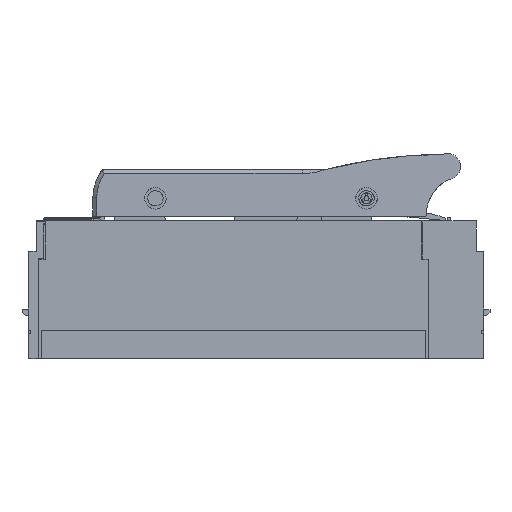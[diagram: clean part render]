
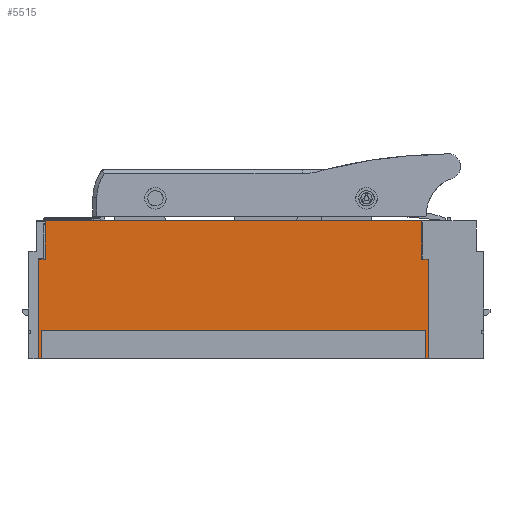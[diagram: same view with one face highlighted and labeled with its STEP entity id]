
A CAD part, front view. The second image highlights one B-rep face of the part: STEP entity #5515.
In plain terms, the highlighted planar face has unit normal (0, -1, 0).
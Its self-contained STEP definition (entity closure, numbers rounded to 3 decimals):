
#236=DIRECTION('',(0.,0.,-1.));
#237=VECTOR('',#236,25.);
#238=CARTESIAN_POINT('',(123.,-104.75,90.));
#239=LINE('',#238,#237);
#359=DIRECTION('',(1.,0.,0.));
#360=VECTOR('',#359,246.);
#361=CARTESIAN_POINT('',(-123.,-104.75,90.));
#362=LINE('',#361,#360);
#366=DIRECTION('',(-1.,0.,0.));
#367=VECTOR('',#366,4.5);
#368=CARTESIAN_POINT('',(127.5,-104.75,65.));
#369=LINE('',#368,#367);
#373=DIRECTION('',(0.,0.,1.));
#374=VECTOR('',#373,65.);
#375=CARTESIAN_POINT('',(127.5,-104.75,0.));
#376=LINE('',#375,#374);
#380=DIRECTION('',(1.,0.,0.));
#381=VECTOR('',#380,2.);
#382=CARTESIAN_POINT('',(125.5,-104.75,0.));
#383=LINE('',#382,#381);
#387=DIRECTION('',(0.,0.,-1.));
#388=VECTOR('',#387,18.5);
#389=CARTESIAN_POINT('',(125.5,-104.75,18.5));
#390=LINE('',#389,#388);
#394=DIRECTION('',(0.,0.,-1.));
#395=VECTOR('',#394,25.);
#396=CARTESIAN_POINT('',(-123.,-104.75,90.));
#397=LINE('',#396,#395);
#597=DIRECTION('',(-1.,0.,0.));
#598=VECTOR('',#597,2.);
#599=CARTESIAN_POINT('',(-125.5,-104.75,0.));
#600=LINE('',#599,#598);
#1171=DIRECTION('',(0.,0.,1.));
#1172=VECTOR('',#1171,65.);
#1173=CARTESIAN_POINT('',(-127.5,-104.75,0.));
#1174=LINE('',#1173,#1172);
#1353=DIRECTION('',(1.,0.,0.));
#1354=VECTOR('',#1353,4.5);
#1355=CARTESIAN_POINT('',(-127.5,-104.75,65.));
#1356=LINE('',#1355,#1354);
#2201=DIRECTION('',(-1.,0.,0.));
#2202=VECTOR('',#2201,251.);
#2203=CARTESIAN_POINT('',(125.5,-104.75,18.5));
#2204=LINE('',#2203,#2202);
#2285=DIRECTION('',(0.,0.,-1.));
#2286=VECTOR('',#2285,18.5);
#2287=CARTESIAN_POINT('',(-125.5,-104.75,18.5));
#2288=LINE('',#2287,#2286);
#4697=CARTESIAN_POINT('',(125.5,-104.75,18.5));
#4698=VERTEX_POINT('',#4697);
#4699=CARTESIAN_POINT('',(-125.5,-104.75,18.5));
#4700=VERTEX_POINT('',#4699);
#4741=CARTESIAN_POINT('',(125.5,-104.75,0.));
#4742=VERTEX_POINT('',#4741);
#4743=CARTESIAN_POINT('',(-125.5,-104.75,0.));
#4744=VERTEX_POINT('',#4743);
#5067=CARTESIAN_POINT('',(127.5,-104.75,0.));
#5068=VERTEX_POINT('',#5067);
#5069=CARTESIAN_POINT('',(-127.5,-104.75,0.));
#5070=VERTEX_POINT('',#5069);
#5159=CARTESIAN_POINT('',(-123.,-104.75,90.));
#5160=CARTESIAN_POINT('',(123.,-104.75,90.));
#5161=VERTEX_POINT('',#5159);
#5162=VERTEX_POINT('',#5160);
#5163=CARTESIAN_POINT('',(-123.,-104.75,65.));
#5164=VERTEX_POINT('',#5163);
#5165=CARTESIAN_POINT('',(-127.5,-104.75,65.));
#5166=VERTEX_POINT('',#5165);
#5167=CARTESIAN_POINT('',(127.5,-104.75,65.));
#5168=VERTEX_POINT('',#5167);
#5169=CARTESIAN_POINT('',(123.,-104.75,65.));
#5170=VERTEX_POINT('',#5169);
#5487=CARTESIAN_POINT('',(0.,-104.75,0.));
#5488=DIRECTION('',(0.,1.,0.));
#5489=DIRECTION('',(0.,0.,1.));
#5490=AXIS2_PLACEMENT_3D('',#5487,#5488,#5489);
#5491=PLANE('',#5490);
#5492=ORIENTED_EDGE('',*,*,#5472,.T.);
#5493=ORIENTED_EDGE('',*,*,#5380,.T.);
#5495=ORIENTED_EDGE('',*,*,#5494,.F.);
#5496=ORIENTED_EDGE('',*,*,#5330,.F.);
#5498=ORIENTED_EDGE('',*,*,#5497,.F.);
#5500=ORIENTED_EDGE('',*,*,#5499,.F.);
#5502=ORIENTED_EDGE('',*,*,#5501,.T.);
#5504=ORIENTED_EDGE('',*,*,#5503,.T.);
#5506=ORIENTED_EDGE('',*,*,#5505,.T.);
#5508=ORIENTED_EDGE('',*,*,#5507,.T.);
#5510=ORIENTED_EDGE('',*,*,#5509,.T.);
#5512=ORIENTED_EDGE('',*,*,#5511,.F.);
#5513=EDGE_LOOP('',(#5492,#5493,#5495,#5496,#5498,#5500,#5502,#5504,#5506,#5508,
#5510,#5512));
#5514=FACE_OUTER_BOUND('',#5513,.F.);
#5330=EDGE_CURVE('',#5068,#5168,#376,.T.);
#5380=EDGE_CURVE('',#5162,#5170,#239,.T.);
#5472=EDGE_CURVE('',#5161,#5162,#362,.T.);
#5494=EDGE_CURVE('',#5168,#5170,#369,.T.);
#5497=EDGE_CURVE('',#4742,#5068,#383,.T.);
#5499=EDGE_CURVE('',#4698,#4742,#390,.T.);
#5501=EDGE_CURVE('',#4698,#4700,#2204,.T.);
#5503=EDGE_CURVE('',#4700,#4744,#2288,.T.);
#5505=EDGE_CURVE('',#4744,#5070,#600,.T.);
#5507=EDGE_CURVE('',#5070,#5166,#1174,.T.);
#5509=EDGE_CURVE('',#5166,#5164,#1356,.T.);
#5511=EDGE_CURVE('',#5161,#5164,#397,.T.);
#5515=ADVANCED_FACE('',(#5514),#5491,.F.);
